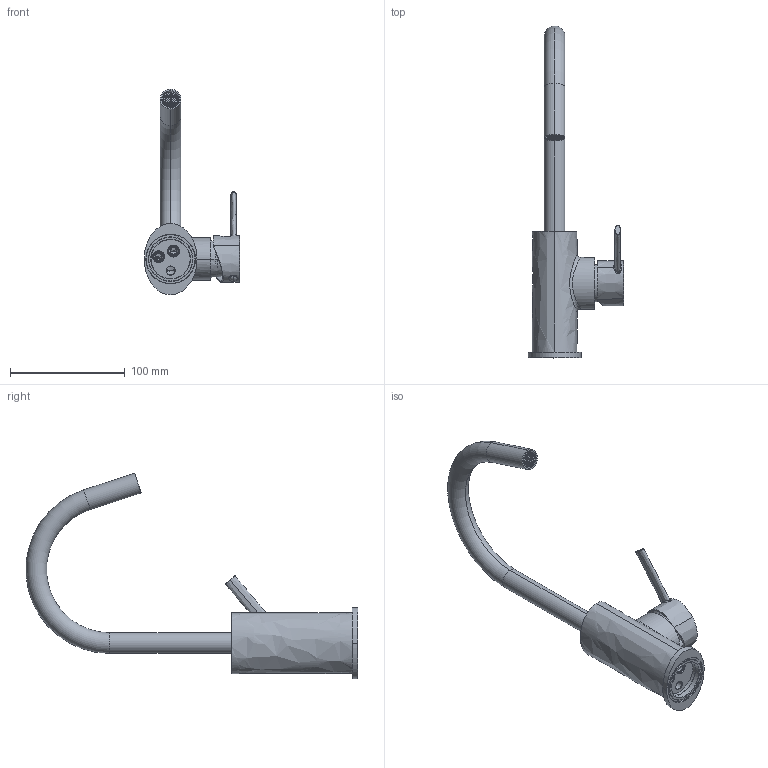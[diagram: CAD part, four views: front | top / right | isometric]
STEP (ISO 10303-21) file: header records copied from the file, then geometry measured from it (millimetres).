
FILE_DESCRIPTION((''),'2;1');
FILE_NAME('BR078CR','2021-06-07T08:12:25',('ut3'),('PAFFONI SpA'),'CREO PARAMETRIC BY PTC INC, 2020044','CREO PARAMETRIC BY PTC INC, 2020044','');
FILE_SCHEMA(('CONFIG_CONTROL_DESIGN','SHAPE_APPEARANCE_LAYERS_GROUPS'));
Length unit declared in the file: millimetre
Products named in the file (1): BR078CR
Bounding box: 83.2 x 288.9 x 178.8 mm (x, y, z)
Volume: 212461.6 mm3; surface area: 92159.8 mm2
Topology: 2 solids, 2 shells, 1379 faces, 3739 edges, 2359 vertices
Faces by surface type: plane 576, cylinder 523, cone 130, bspline 68, torus 60, sphere 14, extrusion 8
Entity records: 66951 total; most frequent: CARTESIAN_POINT 22603, ORIENTED_EDGE 7406, DIRECTION 6891, EDGE_CURVE 3703, AXIS2_PLACEMENT_3D 2514, VERTEX_POINT 2359, VECTOR 1863, LINE 1855
